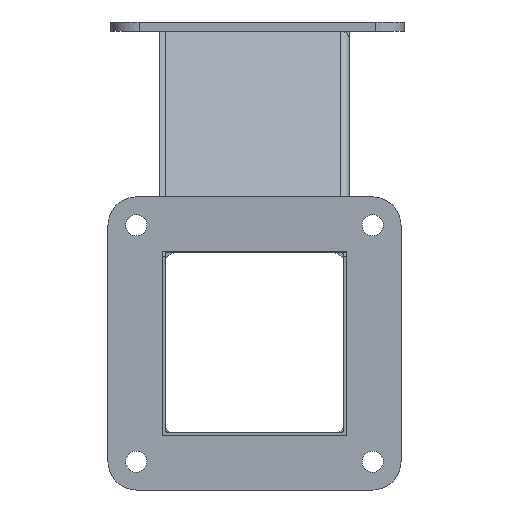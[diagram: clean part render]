
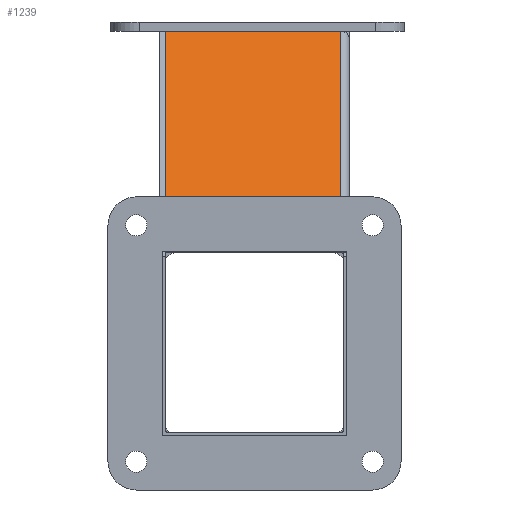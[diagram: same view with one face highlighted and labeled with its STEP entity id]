
A CAD part, left-side view. The second image highlights one B-rep face of the part: STEP entity #1239.
In plain terms, the highlighted planar face has unit normal (-0.707, 0, 0.707).
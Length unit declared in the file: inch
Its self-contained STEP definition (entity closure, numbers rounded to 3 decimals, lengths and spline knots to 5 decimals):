
#58 = VERTEX_POINT ( 'NONE', #663 ) ;
#252 = EDGE_CURVE ( 'NONE', #2535, #822, #3512, .T. ) ;
#333 = ORIENTED_EDGE ( 'NONE', *, *, #2360, .F. ) ;
#363 = ORIENTED_EDGE ( 'NONE', *, *, #252, .T. ) ;
#663 = CARTESIAN_POINT ( 'NONE',  ( -1.25, -1.142, 5.375 ) ) ;
#719 = PLANE ( 'NONE',  #2512 ) ;
#793 = DIRECTION ( 'NONE',  ( -0.707, 0., -0.707 ) ) ;
#822 = VERTEX_POINT ( 'NONE', #4409 ) ;
#841 = CARTESIAN_POINT ( 'NONE',  ( -4.125, 1.177, 2.5 ) ) ;
#868 = LINE ( 'NONE', #4430, #4024 ) ;
#919 = EDGE_CURVE ( 'NONE', #4270, #2535, #868, .T. ) ;
#1239 = ADVANCED_FACE ( 'NONE', ( #1576 ), #719, .T. ) ;
#1511 = DIRECTION ( 'NONE',  ( 0., 1., 0. ) ) ;
#1549 = CARTESIAN_POINT ( 'NONE',  ( -1.25, 1.177, 5.375 ) ) ;
#1576 = FACE_OUTER_BOUND ( 'NONE', #2442, .T. ) ;
#1690 = VECTOR ( 'NONE', #1511, 39.37008 ) ;
#1988 = DIRECTION ( 'NONE',  ( -0.707, 0., -0.707 ) ) ;
#2018 = VECTOR ( 'NONE', #793, 39.37008 ) ;
#2204 = DIRECTION ( 'NONE',  ( 0.707, 0., 0.707 ) ) ;
#2360 = EDGE_CURVE ( 'NONE', #58, #822, #3619, .T. ) ;
#2366 = ORIENTED_EDGE ( 'NONE', *, *, #3539, .T. ) ;
#2442 = EDGE_LOOP ( 'NONE', ( #2366, #3573, #363, #333 ) ) ;
#2512 = AXIS2_PLACEMENT_3D ( 'NONE', #3028, #3618, #2204 ) ;
#2535 = VERTEX_POINT ( 'NONE', #841 ) ;
#3028 = CARTESIAN_POINT ( 'NONE',  ( -4.125, -1.1875, 2.5 ) ) ;
#3093 = CARTESIAN_POINT ( 'NONE',  ( -4.125, -1.1875, 2.5 ) ) ;
#3165 = DIRECTION ( 'NONE',  ( 0., -1., 0. ) ) ;
#3512 = LINE ( 'NONE', #3093, #4042 ) ;
#3539 = EDGE_CURVE ( 'NONE', #58, #4270, #4448, .T. ) ;
#3573 = ORIENTED_EDGE ( 'NONE', *, *, #919, .T. ) ;
#3618 = DIRECTION ( 'NONE',  ( -0.707, 0., 0.707 ) ) ;
#3619 = LINE ( 'NONE', #4312, #2018 ) ;
#4024 = VECTOR ( 'NONE', #1988, 39.37008 ) ;
#4042 = VECTOR ( 'NONE', #3165, 39.37008 ) ;
#4077 = CARTESIAN_POINT ( 'NONE',  ( -1.25, -1.1875, 5.375 ) ) ;
#4270 = VERTEX_POINT ( 'NONE', #1549 ) ;
#4312 = CARTESIAN_POINT ( 'NONE',  ( -1.25, -1.142, 5.375 ) ) ;
#4409 = CARTESIAN_POINT ( 'NONE',  ( -4.125, -1.142, 2.5 ) ) ;
#4430 = CARTESIAN_POINT ( 'NONE',  ( -4.125, 1.177, 2.5 ) ) ;
#4448 = LINE ( 'NONE', #4077, #1690 ) ;
